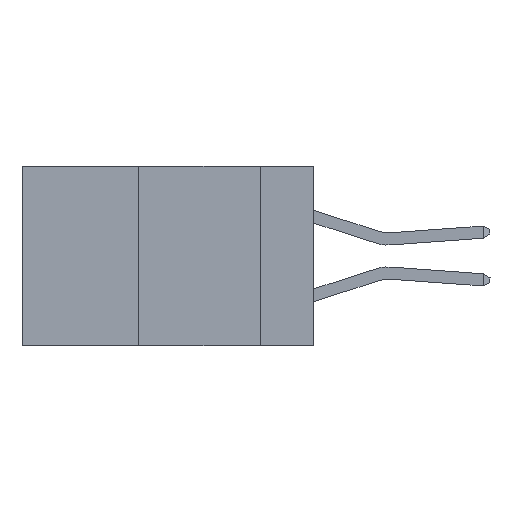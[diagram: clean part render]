
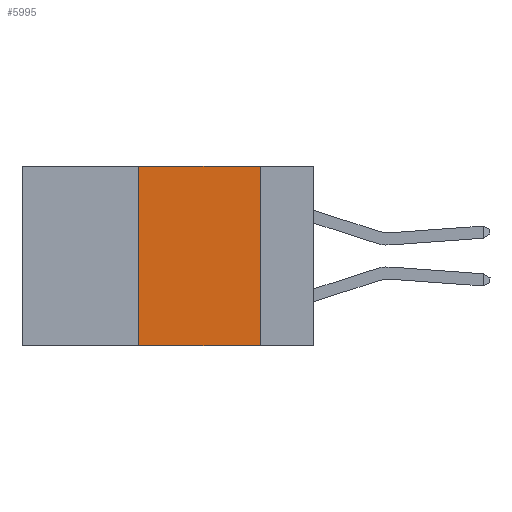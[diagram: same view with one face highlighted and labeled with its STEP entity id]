
A CAD part, left-side view. The second image highlights one B-rep face of the part: STEP entity #5995.
In plain terms, the highlighted planar face has unit normal (-1, 0, 0).
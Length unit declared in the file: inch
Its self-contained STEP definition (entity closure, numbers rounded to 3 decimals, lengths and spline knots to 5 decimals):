
#209 = ORIENTED_EDGE ( 'NONE', *, *, #17660, .F. ) ;
#523 = CARTESIAN_POINT ( 'NONE',  ( 0., 0.6, 0. ) ) ;
#888 = DIRECTION ( 'NONE',  ( 0., 0., -1. ) ) ;
#962 = CARTESIAN_POINT ( 'NONE',  ( 0., 0.11, -0.37 ) ) ;
#1836 = PLANE ( 'NONE',  #14726 ) ;
#1899 = CARTESIAN_POINT ( 'NONE',  ( 0., 0.36, 0. ) ) ;
#2216 = VECTOR ( 'NONE', #3724, 39.37008 ) ;
#2922 = CARTESIAN_POINT ( 'NONE',  ( 0., 0.36, -0.37 ) ) ;
#3724 = DIRECTION ( 'NONE',  ( 0., 0., 1. ) ) ;
#4163 = VERTEX_POINT ( 'NONE', #17611 ) ;
#4325 = LINE ( 'NONE', #1899, #2216 ) ;
#4439 = LINE ( 'NONE', #15605, #7325 ) ;
#5114 = CARTESIAN_POINT ( 'NONE',  ( 0., 0.36, 0. ) ) ;
#5554 = ORIENTED_EDGE ( 'NONE', *, *, #14691, .F. ) ;
#5995 = ADVANCED_FACE ( 'NONE', ( #15564 ), #1836, .F. ) ;
#6308 = ORIENTED_EDGE ( 'NONE', *, *, #13340, .F. ) ;
#7048 = DIRECTION ( 'NONE',  ( 1., 0., 0. ) ) ;
#7325 = VECTOR ( 'NONE', #7584, 39.37008 ) ;
#7584 = DIRECTION ( 'NONE',  ( 0., -1., 0. ) ) ;
#7969 = VECTOR ( 'NONE', #13818, 39.37008 ) ;
#10030 = LINE ( 'NONE', #18700, #7969 ) ;
#11914 = VERTEX_POINT ( 'NONE', #2922 ) ;
#12053 = DIRECTION ( 'NONE',  ( 0., 0., -1. ) ) ;
#12720 = LINE ( 'NONE', #17370, #12985 ) ;
#12985 = VECTOR ( 'NONE', #888, 39.37008 ) ;
#13340 = EDGE_CURVE ( 'NONE', #19299, #4163, #4439, .T. ) ;
#13818 = DIRECTION ( 'NONE',  ( 0., -1., 0. ) ) ;
#14691 = EDGE_CURVE ( 'NONE', #4163, #19748, #12720, .T. ) ;
#14726 = AXIS2_PLACEMENT_3D ( 'NONE', #523, #7048, #12053 ) ;
#15564 = FACE_OUTER_BOUND ( 'NONE', #15595, .T. ) ;
#15595 = EDGE_LOOP ( 'NONE', ( #5554, #6308, #209, #18822 ) ) ;
#15605 = CARTESIAN_POINT ( 'NONE',  ( 0., 0.6, 0. ) ) ;
#15759 = EDGE_CURVE ( 'NONE', #11914, #19748, #10030, .T. ) ;
#17370 = CARTESIAN_POINT ( 'NONE',  ( 0., 0.11, 0. ) ) ;
#17611 = CARTESIAN_POINT ( 'NONE',  ( 0., 0.11, 0. ) ) ;
#17660 = EDGE_CURVE ( 'NONE', #11914, #19299, #4325, .T. ) ;
#18700 = CARTESIAN_POINT ( 'NONE',  ( 0., 0.6, -0.37 ) ) ;
#18822 = ORIENTED_EDGE ( 'NONE', *, *, #15759, .T. ) ;
#19299 = VERTEX_POINT ( 'NONE', #5114 ) ;
#19748 = VERTEX_POINT ( 'NONE', #962 ) ;
